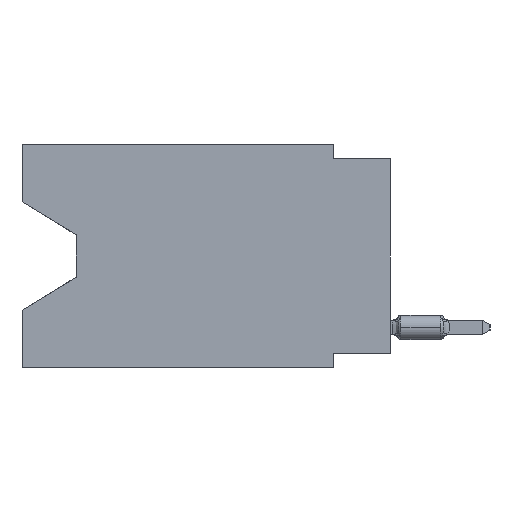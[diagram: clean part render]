
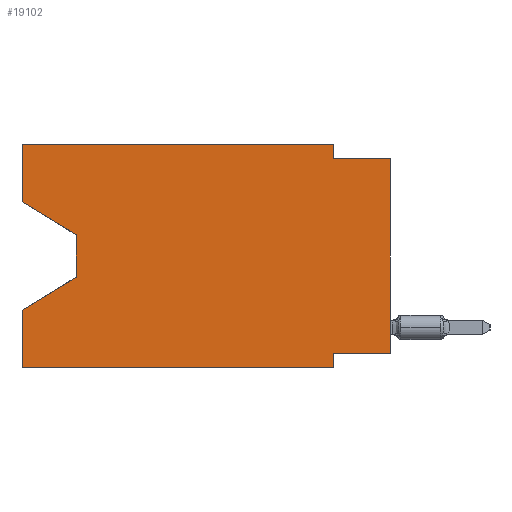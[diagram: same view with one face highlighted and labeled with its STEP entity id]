
A CAD part, left-side view. The second image highlights one B-rep face of the part: STEP entity #19102.
In plain terms, the highlighted planar face has unit normal (-1, 0, 0).
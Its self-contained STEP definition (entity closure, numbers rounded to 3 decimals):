
#2038 = LINE ( 'NONE', #38206, #15532 ) ;
#2422 = LINE ( 'NONE', #2762, #33811 ) ;
#2762 = CARTESIAN_POINT ( 'NONE',  ( 0., 0., 0. ) ) ;
#3077 = LINE ( 'NONE', #13801, #56899 ) ;
#3578 = CARTESIAN_POINT ( 'NONE',  ( 0., 2.54, 0. ) ) ;
#4200 = LINE ( 'NONE', #60462, #18639 ) ;
#4307 = ORIENTED_EDGE ( 'NONE', *, *, #21644, .F. ) ;
#6022 = VERTEX_POINT ( 'NONE', #63272 ) ;
#6195 = CARTESIAN_POINT ( 'NONE',  ( 0., 2.54, -9.906 ) ) ;
#6207 = ORIENTED_EDGE ( 'NONE', *, *, #39754, .F. ) ;
#6533 = CARTESIAN_POINT ( 'NONE',  ( 0., 16.383, 0. ) ) ;
#6999 = ORIENTED_EDGE ( 'NONE', *, *, #50892, .T. ) ;
#7120 = CARTESIAN_POINT ( 'NONE',  ( 0., 16.383, 0. ) ) ;
#7682 = VERTEX_POINT ( 'NONE', #3578 ) ;
#7725 = DIRECTION ( 'NONE',  ( 0., -1., 0. ) ) ;
#8067 = DIRECTION ( 'NONE',  ( 0., 0., 1. ) ) ;
#10309 = EDGE_CURVE ( 'NONE', #61098, #42888, #65743, .T. ) ;
#10672 = ORIENTED_EDGE ( 'NONE', *, *, #42844, .T. ) ;
#11546 = FACE_OUTER_BOUND ( 'NONE', #54927, .T. ) ;
#12268 = DIRECTION ( 'NONE',  ( 0., -1., 0. ) ) ;
#13623 = VECTOR ( 'NONE', #26161, 1000. ) ;
#13801 = CARTESIAN_POINT ( 'NONE',  ( 0., 2.54, -9.906 ) ) ;
#14072 = DIRECTION ( 'NONE',  ( 0., 1., 0. ) ) ;
#14273 = EDGE_CURVE ( 'NONE', #47102, #33372, #2422, .T. ) ;
#14859 = DIRECTION ( 'NONE',  ( 0., 0., 1. ) ) ;
#14977 = VECTOR ( 'NONE', #14859, 1000. ) ;
#15427 = VECTOR ( 'NONE', #34671, 1000. ) ;
#15532 = VECTOR ( 'NONE', #8067, 1000. ) ;
#17652 = LINE ( 'NONE', #33364, #25579 ) ;
#18446 = LINE ( 'NONE', #38853, #43078 ) ;
#18639 = VECTOR ( 'NONE', #21584, 1000. ) ;
#18778 = LINE ( 'NONE', #53604, #56377 ) ;
#19102 = ADVANCED_FACE ( 'NONE', ( #11546 ), #41693, .F. ) ;
#19128 = VERTEX_POINT ( 'NONE', #6195 ) ;
#19888 = VECTOR ( 'NONE', #21981, 1000. ) ;
#21584 = DIRECTION ( 'NONE',  ( 0., 0.855, -0.519 ) ) ;
#21644 = EDGE_CURVE ( 'NONE', #52453, #19128, #3077, .T. ) ;
#21981 = DIRECTION ( 'NONE',  ( 0., 0., -1. ) ) ;
#22870 = ORIENTED_EDGE ( 'NONE', *, *, #46644, .F. ) ;
#23635 = EDGE_CURVE ( 'NONE', #42888, #7682, #23944, .T. ) ;
#23944 = LINE ( 'NONE', #45680, #15427 ) ;
#24273 = VERTEX_POINT ( 'NONE', #48915 ) ;
#24596 = EDGE_CURVE ( 'NONE', #50675, #24273, #42382, .T. ) ;
#24756 = AXIS2_PLACEMENT_3D ( 'NONE', #6533, #58094, #62122 ) ;
#25048 = ORIENTED_EDGE ( 'NONE', *, *, #14273, .T. ) ;
#25579 = VECTOR ( 'NONE', #12268, 1000. ) ;
#25690 = VERTEX_POINT ( 'NONE', #57668 ) ;
#26161 = DIRECTION ( 'NONE',  ( 0., 0., -1. ) ) ;
#26212 = CARTESIAN_POINT ( 'NONE',  ( 0., 16.383, 0. ) ) ;
#26671 = VERTEX_POINT ( 'NONE', #30910 ) ;
#30910 = CARTESIAN_POINT ( 'NONE',  ( 0., 16.383, -9.906 ) ) ;
#33364 = CARTESIAN_POINT ( 'NONE',  ( 0., 0., -0.635 ) ) ;
#33372 = VERTEX_POINT ( 'NONE', #60097 ) ;
#33811 = VECTOR ( 'NONE', #53340, 1000. ) ;
#34113 = ORIENTED_EDGE ( 'NONE', *, *, #55096, .F. ) ;
#34336 = CARTESIAN_POINT ( 'NONE',  ( 0., 13.97, -4.013 ) ) ;
#34671 = DIRECTION ( 'NONE',  ( 0., -1., 0. ) ) ;
#35101 = CARTESIAN_POINT ( 'NONE',  ( 0., 0., -9.271 ) ) ;
#35562 = ORIENTED_EDGE ( 'NONE', *, *, #43121, .F. ) ;
#37606 = CARTESIAN_POINT ( 'NONE',  ( 0., 16.383, -2.546 ) ) ;
#38206 = CARTESIAN_POINT ( 'NONE',  ( 0., 16.383, 0. ) ) ;
#38853 = CARTESIAN_POINT ( 'NONE',  ( 0., 0., -9.271 ) ) ;
#39110 = ORIENTED_EDGE ( 'NONE', *, *, #47675, .T. ) ;
#39754 = EDGE_CURVE ( 'NONE', #47102, #52453, #18446, .T. ) ;
#40563 = CARTESIAN_POINT ( 'NONE',  ( 0., 2.54, 0. ) ) ;
#41693 = PLANE ( 'NONE',  #24756 ) ;
#41728 = CARTESIAN_POINT ( 'NONE',  ( 0., 13.97, -4.013 ) ) ;
#42277 = DIRECTION ( 'NONE',  ( 0., -0.855, -0.519 ) ) ;
#42382 = LINE ( 'NONE', #41728, #19888 ) ;
#42844 = EDGE_CURVE ( 'NONE', #61098, #50675, #63036, .T. ) ;
#42888 = VERTEX_POINT ( 'NONE', #7120 ) ;
#43078 = VECTOR ( 'NONE', #14072, 1000. ) ;
#43121 = EDGE_CURVE ( 'NONE', #7682, #25690, #46591, .T. ) ;
#45680 = CARTESIAN_POINT ( 'NONE',  ( 0., 16.383, 0. ) ) ;
#46591 = LINE ( 'NONE', #40563, #13623 ) ;
#46644 = EDGE_CURVE ( 'NONE', #26671, #6022, #2038, .T. ) ;
#47102 = VERTEX_POINT ( 'NONE', #35101 ) ;
#47675 = EDGE_CURVE ( 'NONE', #24273, #6022, #4200, .T. ) ;
#47800 = VECTOR ( 'NONE', #42277, 1000. ) ;
#48915 = CARTESIAN_POINT ( 'NONE',  ( 0., 13.97, -5.893 ) ) ;
#48970 = DIRECTION ( 'NONE',  ( 0., 0., -1. ) ) ;
#50675 = VERTEX_POINT ( 'NONE', #34336 ) ;
#50892 = EDGE_CURVE ( 'NONE', #26671, #19128, #18778, .T. ) ;
#52453 = VERTEX_POINT ( 'NONE', #56649 ) ;
#53340 = DIRECTION ( 'NONE',  ( 0., 0., 1. ) ) ;
#53604 = CARTESIAN_POINT ( 'NONE',  ( 0., 16.383, -9.906 ) ) ;
#54092 = ORIENTED_EDGE ( 'NONE', *, *, #24596, .T. ) ;
#54927 = EDGE_LOOP ( 'NONE', ( #10672, #54092, #39110, #22870, #6999, #4307, #6207, #25048, #34113, #35562, #58058, #61841 ) ) ;
#55096 = EDGE_CURVE ( 'NONE', #25690, #33372, #17652, .T. ) ;
#56377 = VECTOR ( 'NONE', #7725, 1000. ) ;
#56649 = CARTESIAN_POINT ( 'NONE',  ( 0., 2.54, -9.271 ) ) ;
#56899 = VECTOR ( 'NONE', #48970, 1000. ) ;
#57668 = CARTESIAN_POINT ( 'NONE',  ( 0., 2.54, -0.635 ) ) ;
#58058 = ORIENTED_EDGE ( 'NONE', *, *, #23635, .F. ) ;
#58094 = DIRECTION ( 'NONE',  ( 1., 0., 0. ) ) ;
#60097 = CARTESIAN_POINT ( 'NONE',  ( 0., 0., -0.635 ) ) ;
#60462 = CARTESIAN_POINT ( 'NONE',  ( 0., 13.97, -5.893 ) ) ;
#61098 = VERTEX_POINT ( 'NONE', #64758 ) ;
#61841 = ORIENTED_EDGE ( 'NONE', *, *, #10309, .F. ) ;
#62122 = DIRECTION ( 'NONE',  ( 0., 0., -1. ) ) ;
#63036 = LINE ( 'NONE', #37606, #47800 ) ;
#63272 = CARTESIAN_POINT ( 'NONE',  ( 0., 16.383, -7.36 ) ) ;
#64758 = CARTESIAN_POINT ( 'NONE',  ( 0., 16.383, -2.546 ) ) ;
#65743 = LINE ( 'NONE', #26212, #14977 ) ;
